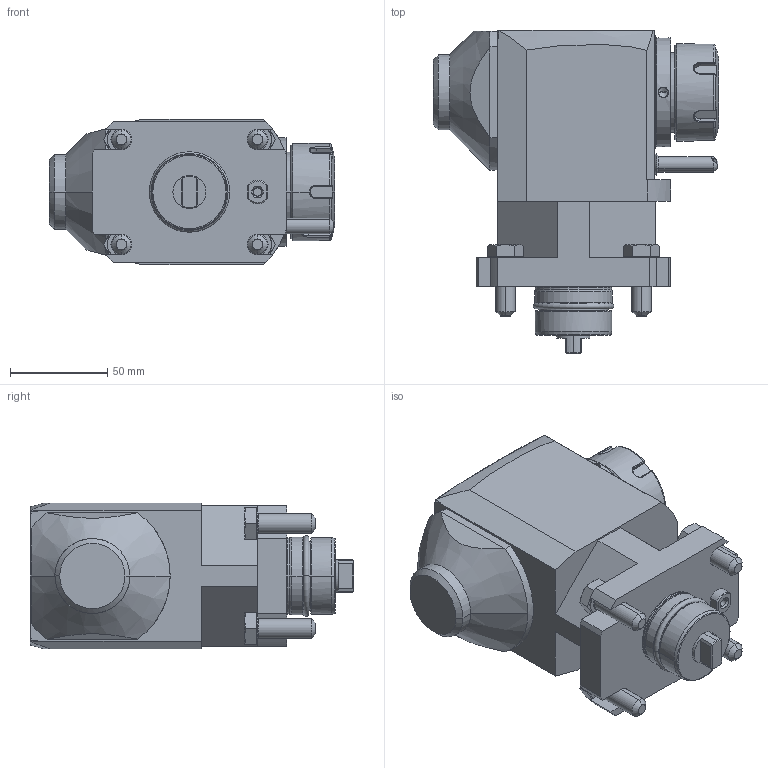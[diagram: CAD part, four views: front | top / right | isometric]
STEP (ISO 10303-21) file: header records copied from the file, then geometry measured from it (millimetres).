
FILE_DESCRIPTION((''),'2;1');
FILE_NAME('NGT2_40_201_32_3_3_100_MUR','2025-02-24T',('vali'),('NOVA GRUP'),'PRO/ENGINEER BY PARAMETRIC TECHNOLOGY CORPORATION, 2010280','PRO/ENGINEER BY PARAMETRIC TECHNOLOGY CORPORATION, 2010280','');
FILE_SCHEMA(('CONFIG_CONTROL_DESIGN'));
Length unit declared in the file: millimetre
Products named in the file (1): NGT2_40_201_32_3_3_100_MUR
Bounding box: 146.6 x 166.5 x 75 mm (x, y, z)
Volume: 928071.2 mm3; surface area: 83093 mm2
Topology: 2 solids, 2 shells, 416 faces, 1043 edges, 643 vertices
Faces by surface type: plane 177, cone 91, cylinder 86, bspline 30, torus 28, extrusion 2, sphere 2
Entity records: 17170 total; most frequent: CARTESIAN_POINT 7579, ORIENTED_EDGE 2070, DIRECTION 1872, EDGE_CURVE 1035, AXIS2_PLACEMENT_3D 694, VERTEX_POINT 643, VECTOR 484, LINE 482
